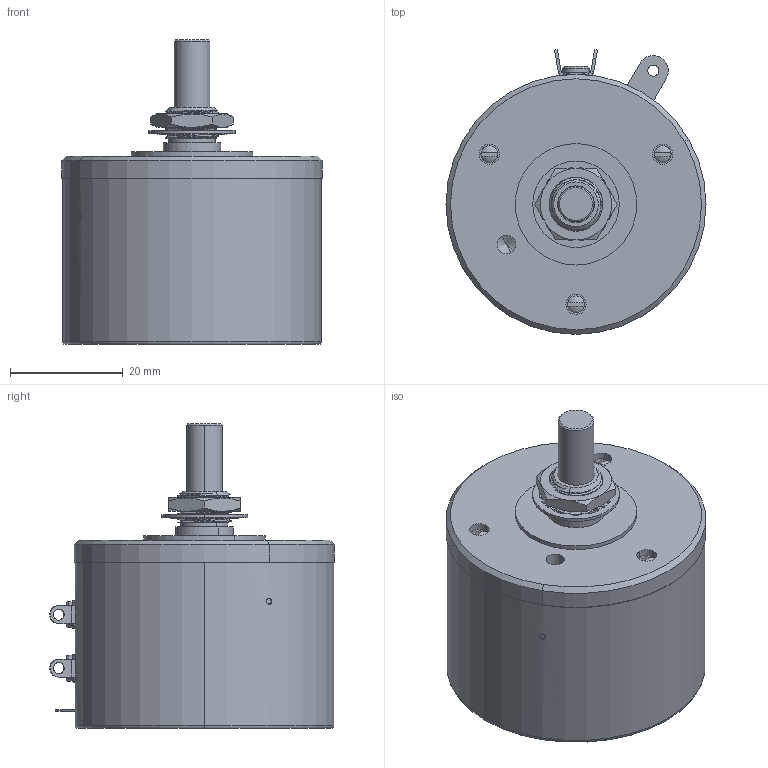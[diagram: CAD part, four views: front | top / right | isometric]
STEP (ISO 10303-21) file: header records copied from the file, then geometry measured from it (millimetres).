
FILE_DESCRIPTION((''),'2;1');
FILE_NAME('5622333_ASM','2015-07-20T',('bmozley'),(''),'CREO PARAMETRIC BY PTC INC, 2015080','CREO PARAMETRIC BY PTC INC, 2015080','');
FILE_SCHEMA(('CONFIG_CONTROL_DESIGN'));
Length unit declared in the file: inch
Products named in the file (2): MSBR-1_1_2; 5622333_ASM
Assembly tree (1 placements, depth 2):
  5622333_ASM
    MSBR-1_1_2
Bounding box: 46.23 x 50.63 x 54.15 mm (x, y, z)
Volume: 56520.3 mm3; surface area: 10526.3 mm2
Topology: 1 solids, 1 shells, 431 faces, 1250 edges, 800 vertices
Faces by surface type: cylinder 163, bspline 131, plane 103, cone 20, torus 6, sphere 6, extrusion 2
Entity records: 22076 total; most frequent: CARTESIAN_POINT 11746, ORIENTED_EDGE 2496, DIRECTION 1626, EDGE_CURVE 1248, VERTEX_POINT 800, AXIS2_PLACEMENT_3D 585, B_SPLINE_CURVE_WITH_KNOTS 512, EDGE_LOOP 470
